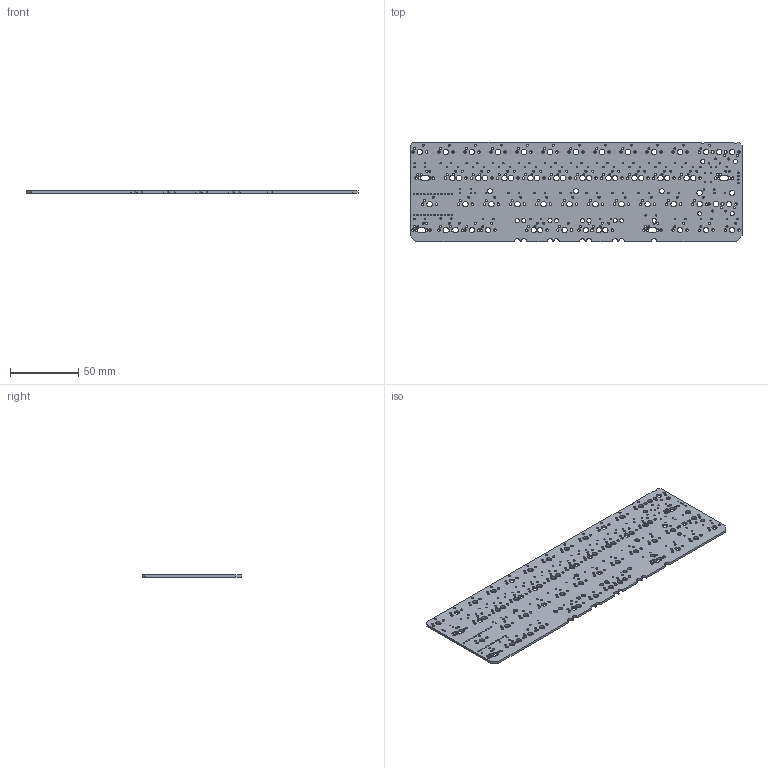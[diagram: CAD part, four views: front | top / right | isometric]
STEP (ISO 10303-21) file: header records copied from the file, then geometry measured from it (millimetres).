
FILE_DESCRIPTION(('KiCad electronic assembly'),'2;1');
FILE_NAME('TG4x.step','2021-09-20T20:42:38',('An Author'),('A Company'), 'Open CASCADE STEP processor 6.9','KiCad to STEP converter','Unknown' );
FILE_SCHEMA(('AUTOMOTIVE_DESIGN { 1 0 10303 214 1 1 1 1 }'));
Length unit declared in the file: millimetre
Products named in the file (2): Open CASCADE STEP translator 6.9 1; COMPOUND
Assembly tree (1 placements, depth 2):
  Open CASCADE STEP translator 6.9 1
    COMPOUND
Bounding box: 242.95 x 72.69 x 1.6 mm (x, y, z)
Volume: 25556.3 mm3; surface area: 37181.1 mm2
Topology: 1 solids, 1 shells, 543 faces, 1631 edges, 1080 vertices
Faces by surface type: cylinder 522, plane 21
Full cylindrical faces by diameter (mm): 1 x96, 1.092 x24, 1.1 x4, 1.499 x126, 1.8 x88, 3.048 x10, 3.5 x3, 3.988 x52
Entity records: 41801 total; most frequent: DIRECTION 6873, CARTESIAN_POINT 6684, ORIENTED_EDGE 3270, PCURVE 3262, DEFINITIONAL_REPRESENTATION 3262, LINE 2615, VECTOR 2615, CIRCLE 2112
